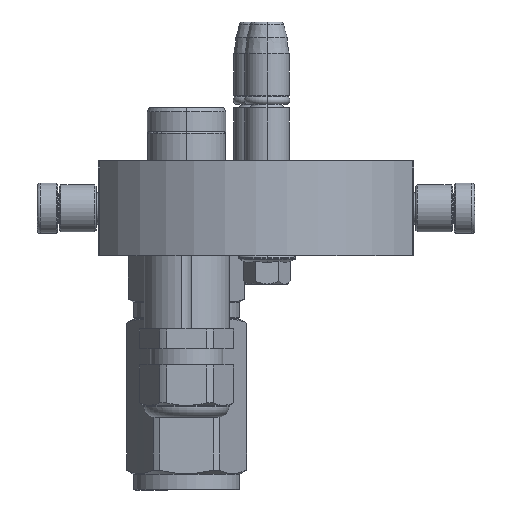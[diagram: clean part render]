
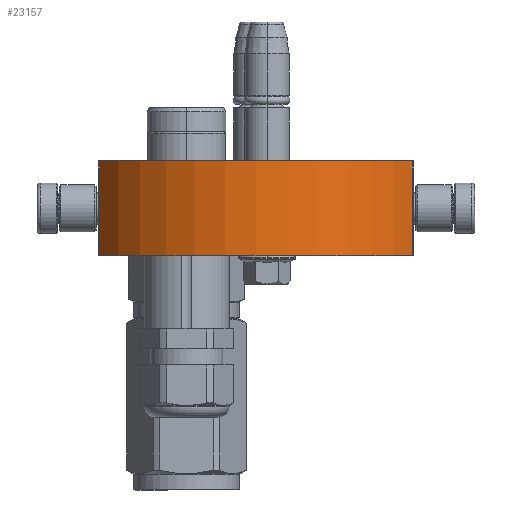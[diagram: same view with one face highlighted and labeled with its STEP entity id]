
A CAD part, left-side view. The second image highlights one B-rep face of the part: STEP entity #23157.
In plain terms, the highlighted cylindrical face has radius 57.25 mm (diameter 114.5 mm), a partial arc.
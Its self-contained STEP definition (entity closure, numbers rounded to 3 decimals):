
#118 = EDGE_CURVE ( 'NONE', #1850, #36193, #46250, .T. ) ;
#1850 = VERTEX_POINT ( 'NONE', #28432 ) ;
#2198 = CARTESIAN_POINT ( 'NONE',  ( -49.5, 0., -28.763 ) ) ;
#4955 = ORIENTED_EDGE ( 'NONE', *, *, #31422, .F. ) ;
#6505 = VERTEX_POINT ( 'NONE', #50837 ) ;
#8324 = DIRECTION ( 'NONE',  ( 0.865, 0., -0.502 ) ) ;
#9003 = ORIENTED_EDGE ( 'NONE', *, *, #46047, .T. ) ;
#10640 = CARTESIAN_POINT ( 'NONE',  ( -49.5, 0., -28.763 ) ) ;
#11028 = CARTESIAN_POINT ( 'NONE',  ( 49.5, 0., -28.763 ) ) ;
#14884 = CARTESIAN_POINT ( 'NONE',  ( 0., 30., 0. ) ) ;
#17005 = CARTESIAN_POINT ( 'NONE',  ( 0., 0., 0. ) ) ;
#19224 = EDGE_LOOP ( 'NONE', ( #49159, #4955, #38514, #9003 ) ) ;
#23157 = ADVANCED_FACE ( 'NONE', ( #35211 ), #24092, .T. ) ;
#24087 = CIRCLE ( 'NONE', #29895, 57.25 ) ;
#24092 = CYLINDRICAL_SURFACE ( 'NONE', #41329, 57.25 ) ;
#24708 = DIRECTION ( 'NONE',  ( 0., -1., 0. ) ) ;
#25023 = AXIS2_PLACEMENT_3D ( 'NONE', #31796, #43855, #8324 ) ;
#25824 = VECTOR ( 'NONE', #50281, 1000. ) ;
#26448 = LINE ( 'NONE', #10640, #25824 ) ;
#26574 = CARTESIAN_POINT ( 'NONE',  ( -49.5, 30., -28.763 ) ) ;
#26680 = DIRECTION ( 'NONE',  ( 0.865, 0., -0.502 ) ) ;
#27359 = DIRECTION ( 'NONE',  ( 0., 1., 0. ) ) ;
#28432 = CARTESIAN_POINT ( 'NONE',  ( 49.5, 0., -28.763 ) ) ;
#28471 = DIRECTION ( 'NONE',  ( 1., 0., 0. ) ) ;
#29895 = AXIS2_PLACEMENT_3D ( 'NONE', #14884, #27359, #26680 ) ;
#31422 = EDGE_CURVE ( 'NONE', #1850, #6505, #44936, .T. ) ;
#31796 = CARTESIAN_POINT ( 'NONE',  ( 0., 0., 0. ) ) ;
#34114 = VERTEX_POINT ( 'NONE', #26574 ) ;
#35211 = FACE_OUTER_BOUND ( 'NONE', #19224, .T. ) ;
#36193 = VERTEX_POINT ( 'NONE', #2198 ) ;
#38485 = DIRECTION ( 'NONE',  ( 0., 1., 0. ) ) ;
#38514 = ORIENTED_EDGE ( 'NONE', *, *, #118, .T. ) ;
#41329 = AXIS2_PLACEMENT_3D ( 'NONE', #17005, #24708, #28471 ) ;
#43855 = DIRECTION ( 'NONE',  ( 0., 1., 0. ) ) ;
#44936 = LINE ( 'NONE', #11028, #46159 ) ;
#45040 = EDGE_CURVE ( 'NONE', #6505, #34114, #24087, .T. ) ;
#46047 = EDGE_CURVE ( 'NONE', #36193, #34114, #26448, .T. ) ;
#46159 = VECTOR ( 'NONE', #38485, 1000. ) ;
#46250 = CIRCLE ( 'NONE', #25023, 57.25 ) ;
#49159 = ORIENTED_EDGE ( 'NONE', *, *, #45040, .F. ) ;
#50281 = DIRECTION ( 'NONE',  ( 0., 1., 0. ) ) ;
#50837 = CARTESIAN_POINT ( 'NONE',  ( 49.5, 30., -28.763 ) ) ;
